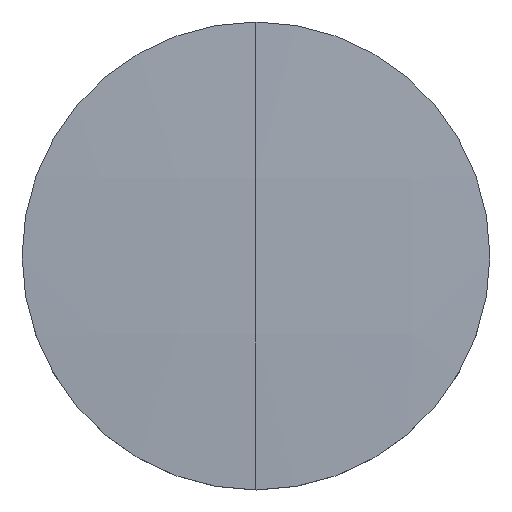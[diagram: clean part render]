
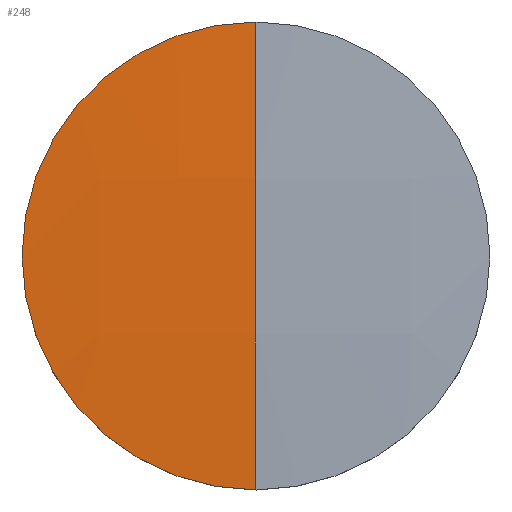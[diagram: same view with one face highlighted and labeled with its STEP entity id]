
A CAD part, top view. The second image highlights one B-rep face of the part: STEP entity #248.
In plain terms, the highlighted free-form (B-spline) face has degree [3, 3] with [4, 4] control points.
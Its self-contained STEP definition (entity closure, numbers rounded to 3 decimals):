
#10 = CARTESIAN_POINT ( 'NONE',  ( -8.524, -4.288, 4.001 ) ) ;
#15 = CARTESIAN_POINT ( 'NONE',  ( -12.76, 12.852, 3.365 ) ) ;
#16 = AXIS2_PLACEMENT_3D ( 'NONE', #153, #102, #242 ) ;
#35 = CARTESIAN_POINT ( 'NONE',  ( -4.256, 12.852, 3.681 ) ) ;
#45 = CARTESIAN_POINT ( 'NONE',  ( 0., 12.7, 3.688 ) ) ;
#52 = ORIENTED_EDGE ( 'NONE', *, *, #278, .F. ) ;
#60 = ORIENTED_EDGE ( 'NONE', *, *, #222, .F. ) ;
#63 = VERTEX_POINT ( 'NONE', #45 ) ;
#65 = CARTESIAN_POINT ( 'NONE',  ( 0., 0., 3.688 ) ) ;
#73 = DIRECTION ( 'NONE',  ( 1., 0., 0. ) ) ;
#86 = CIRCLE ( 'NONE', #16, 12.7 ) ;
#91 = DIRECTION ( 'NONE',  ( 0., -1., 0. ) ) ;
#96 = CARTESIAN_POINT ( 'NONE',  ( 0., -12.852, 3.681 ) ) ;
#99 = CARTESIAN_POINT ( 'NONE',  ( -8.51, -12.852, 3.575 ) ) ;
#102 = DIRECTION ( 'NONE',  ( 0., 0., -1. ) ) ;
#106 = EDGE_LOOP ( 'NONE', ( #52, #208, #60 ) ) ;
#107 = EDGE_CURVE ( 'NONE', #158, #63, #180, .T. ) ;
#115 = AXIS2_PLACEMENT_3D ( 'NONE', #210, #212, #91 ) ;
#118 = CARTESIAN_POINT ( 'NONE',  ( -12.76, -12.852, 3.365 ) ) ;
#122 = CARTESIAN_POINT ( 'NONE',  ( -4.256, -12.852, 3.681 ) ) ;
#140 = AXIS2_PLACEMENT_3D ( 'NONE', #65, #235, #73 ) ;
#149 = CARTESIAN_POINT ( 'NONE',  ( -12.781, -4.288, 3.791 ) ) ;
#150 = CARTESIAN_POINT ( 'NONE',  ( 0., 12.852, 3.681 ) ) ;
#153 = CARTESIAN_POINT ( 'NONE',  ( 0., 0., 3.688 ) ) ;
#158 = VERTEX_POINT ( 'NONE', #214 ) ;
#167 = CARTESIAN_POINT ( 'NONE',  ( -12.781, 4.288, 3.791 ) ) ;
#180 = CIRCLE ( 'NONE', #115, 258.7 ) ;
#187 = CIRCLE ( 'NONE', #140, 12.7 ) ;
#208 = ORIENTED_EDGE ( 'NONE', *, *, #107, .T. ) ;
#210 = CARTESIAN_POINT ( 'NONE',  ( 0., 0., -254.7 ) ) ;
#212 = DIRECTION ( 'NONE',  ( -1., 0., 0. ) ) ;
#214 = CARTESIAN_POINT ( 'NONE',  ( 0., -12.7, 3.688 ) ) ;
#215 = CARTESIAN_POINT ( 'NONE',  ( -8.51, 12.852, 3.575 ) ) ;
#222 = EDGE_CURVE ( 'NONE', #229, #63, #187, .T. ) ;
#223 = FACE_OUTER_BOUND ( 'NONE', #106, .T. ) ;
#229 = VERTEX_POINT ( 'NONE', #240 ) ;
#235 = DIRECTION ( 'NONE',  ( 0., 0., -1. ) ) ;
#239 = CARTESIAN_POINT ( 'NONE',  ( -4.263, 4.288, 4.107 ) ) ;
#240 = CARTESIAN_POINT ( 'NONE',  ( -12.7, 0., 3.688 ) ) ;
#242 = DIRECTION ( 'NONE',  ( 1., 0., 0. ) ) ;
#243 =( BOUNDED_SURFACE ( )  B_SPLINE_SURFACE ( 3, 3, ( 
 ( #96, #122, #99, #118 ),
 ( #261, #288, #10, #149 ),
 ( #290, #239, #257, #167 ),
 ( #150, #35, #215, #15 ) ),
 .UNSPECIFIED., .F., .F., .F. ) 
 B_SPLINE_SURFACE_WITH_KNOTS ( ( 4, 4 ),
 ( 4, 4 ),
 ( 0., 1. ),
 ( 0., 1. ),
 .UNSPECIFIED. ) 
 GEOMETRIC_REPRESENTATION_ITEM ( )  RATIONAL_B_SPLINE_SURFACE ( (
 ( 1., 1., 1., 1.),
 ( 0.999, 0.999, 0.999, 0.999),
 ( 0.999, 0.999, 0.999, 0.999),
 ( 1., 1., 1., 1.) ) ) 
 REPRESENTATION_ITEM ( '' )  SURFACE ( )  );
#248 = ADVANCED_FACE ( 'NONE', ( #223 ), #243, .T. ) ;
#257 = CARTESIAN_POINT ( 'NONE',  ( -8.524, 4.288, 4.001 ) ) ;
#261 = CARTESIAN_POINT ( 'NONE',  ( 0., -4.288, 4.107 ) ) ;
#278 = EDGE_CURVE ( 'NONE', #158, #229, #86, .T. ) ;
#288 = CARTESIAN_POINT ( 'NONE',  ( -4.263, -4.288, 4.107 ) ) ;
#290 = CARTESIAN_POINT ( 'NONE',  ( 0., 4.288, 4.107 ) ) ;
